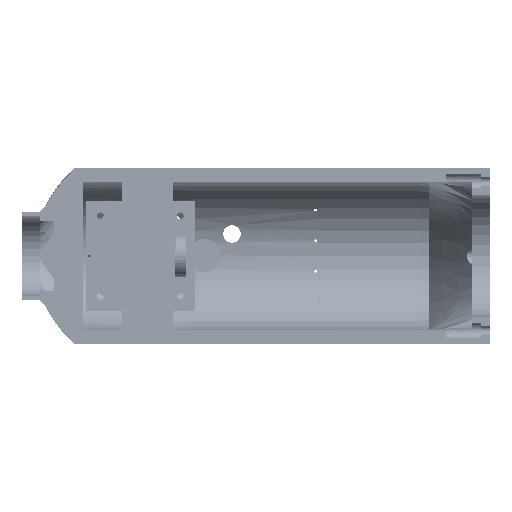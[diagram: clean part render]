
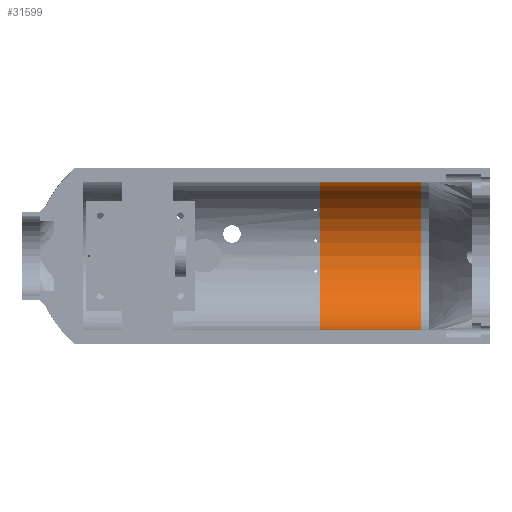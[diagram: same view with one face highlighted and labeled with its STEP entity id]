
A CAD part, left-side view. The second image highlights one B-rep face of the part: STEP entity #31599.
In plain terms, the highlighted cylindrical face has radius 85 mm (diameter 170 mm), a partial arc.
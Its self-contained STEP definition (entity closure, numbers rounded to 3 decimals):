
#1744=FACE_BOUND('',#5967,.T.);
#2542=CIRCLE('',#34305,85.);
#2544=CIRCLE('',#34308,85.);
#4159=FACE_OUTER_BOUND('',#5966,.T.);
#5966=EDGE_LOOP('',(#21728,#21729,#21730,#21731));
#5967=EDGE_LOOP('',(#21732,#21733));
#8554=LINE('',#48252,#11225);
#8555=LINE('',#48255,#11226);
#11225=VECTOR('',#37995,10.);
#11226=VECTOR('',#37998,10.);
#13892=B_SPLINE_CURVE_WITH_KNOTS('',3,(#48258,#48259,#48260,#48261,#48262,
#48263,#48264,#48265,#48266,#48267,#48268,#48269,#48270,#48271,#48272,#48273,
#48274,#48275),.UNSPECIFIED.,.F.,.F.,(4,2,2,2,2,2,2,2,4),(0.,0.066,
0.132,0.198,0.264,0.33,
0.396,0.462,0.528),.UNSPECIFIED.);
#13893=B_SPLINE_CURVE_WITH_KNOTS('',3,(#48276,#48277,#48278,#48279,#48280,
#48281,#48282,#48283,#48284,#48285,#48286,#48287,#48288,#48289,#48290,#48291,
#48292,#48293),.UNSPECIFIED.,.F.,.F.,(4,2,2,2,2,2,2,2,4),(0.528,
0.594,0.66,0.726,0.792,0.858,
0.924,0.99,1.056),.UNSPECIFIED.);
#14127=VERTEX_POINT('',#48224);
#14129=VERTEX_POINT('',#48230);
#14135=VERTEX_POINT('',#48251);
#14136=VERTEX_POINT('',#48253);
#14137=VERTEX_POINT('',#48256);
#14138=VERTEX_POINT('',#48257);
#17125=EDGE_CURVE('',#14129,#14127,#2542,.T.);
#17127=EDGE_CURVE('',#14135,#14127,#8554,.T.);
#17128=EDGE_CURVE('',#14135,#14136,#2544,.T.);
#17129=EDGE_CURVE('',#14129,#14136,#8555,.T.);
#17130=EDGE_CURVE('',#14137,#14138,#13892,.T.);
#17131=EDGE_CURVE('',#14138,#14137,#13893,.T.);
#21728=ORIENTED_EDGE('',*,*,#17125,.T.);
#21729=ORIENTED_EDGE('',*,*,#17127,.F.);
#21730=ORIENTED_EDGE('',*,*,#17128,.T.);
#21731=ORIENTED_EDGE('',*,*,#17129,.F.);
#21732=ORIENTED_EDGE('',*,*,#17130,.T.);
#21733=ORIENTED_EDGE('',*,*,#17131,.T.);
#30811=CYLINDRICAL_SURFACE('',#34307,85.);
#31599=ADVANCED_FACE('',(#4159,#1744),#30811,.F.);
#34305=AXIS2_PLACEMENT_3D('',#48248,#37989,#37990);
#34307=AXIS2_PLACEMENT_3D('',#48250,#37993,#37994);
#34308=AXIS2_PLACEMENT_3D('',#48254,#37996,#37997);
#37989=DIRECTION('center_axis',(0.,1.,0.));
#37990=DIRECTION('ref_axis',(0.,0.,1.));
#37993=DIRECTION('center_axis',(0.,-1.,0.));
#37994=DIRECTION('ref_axis',(0.,0.,1.));
#37995=DIRECTION('',(0.,1.,0.));
#37996=DIRECTION('center_axis',(0.,-1.,0.));
#37997=DIRECTION('ref_axis',(0.,0.,1.));
#37998=DIRECTION('',(0.,-1.,0.));
#48224=CARTESIAN_POINT('',(75.,-270.,-85.));
#48230=CARTESIAN_POINT('',(75.,-270.,85.));
#48248=CARTESIAN_POINT('Origin',(75.,-270.,0.));
#48250=CARTESIAN_POINT('Origin',(75.,0.,0.));
#48251=CARTESIAN_POINT('',(75.,-385.,-85.));
#48252=CARTESIAN_POINT('',(75.,0.,-85.));
#48253=CARTESIAN_POINT('',(75.,-385.,85.));
#48254=CARTESIAN_POINT('Origin',(75.,-385.,0.));
#48255=CARTESIAN_POINT('',(75.,0.,85.));
#48256=CARTESIAN_POINT('',(78.25,-353.75,-84.938));
#48257=CARTESIAN_POINT('',(81.75,-353.75,-84.732));
#48258=CARTESIAN_POINT('Ctrl Pts',(78.25,-353.75,-84.938));
#48259=CARTESIAN_POINT('Ctrl Pts',(78.25,-353.53,-84.938));
#48260=CARTESIAN_POINT('Ctrl Pts',(78.294,-353.296,-84.936));
#48261=CARTESIAN_POINT('Ctrl Pts',(78.472,-352.865,-84.929));
#48262=CARTESIAN_POINT('Ctrl Pts',(78.607,-352.668,-84.924));
#48263=CARTESIAN_POINT('Ctrl Pts',(78.918,-352.357,-84.91));
#48264=CARTESIAN_POINT('Ctrl Pts',(79.115,-352.223,-84.901));
#48265=CARTESIAN_POINT('Ctrl Pts',(79.546,-352.044,-84.879));
#48266=CARTESIAN_POINT('Ctrl Pts',(79.78,-352.,-84.866));
#48267=CARTESIAN_POINT('Ctrl Pts',(80.22,-352.,-84.84));
#48268=CARTESIAN_POINT('Ctrl Pts',(80.454,-352.044,-84.825));
#48269=CARTESIAN_POINT('Ctrl Pts',(80.886,-352.223,-84.796));
#48270=CARTESIAN_POINT('Ctrl Pts',(81.083,-352.358,-84.782));
#48271=CARTESIAN_POINT('Ctrl Pts',(81.393,-352.668,-84.759));
#48272=CARTESIAN_POINT('Ctrl Pts',(81.528,-352.865,-84.749));
#48273=CARTESIAN_POINT('Ctrl Pts',(81.706,-353.296,-84.735));
#48274=CARTESIAN_POINT('Ctrl Pts',(81.75,-353.53,-84.732));
#48275=CARTESIAN_POINT('Ctrl Pts',(81.75,-353.75,-84.732));
#48276=CARTESIAN_POINT('Ctrl Pts',(81.75,-353.75,-84.732));
#48277=CARTESIAN_POINT('Ctrl Pts',(81.75,-353.97,-84.732));
#48278=CARTESIAN_POINT('Ctrl Pts',(81.706,-354.204,-84.735));
#48279=CARTESIAN_POINT('Ctrl Pts',(81.528,-354.635,-84.749));
#48280=CARTESIAN_POINT('Ctrl Pts',(81.393,-354.832,-84.759));
#48281=CARTESIAN_POINT('Ctrl Pts',(81.083,-355.142,-84.782));
#48282=CARTESIAN_POINT('Ctrl Pts',(80.886,-355.277,-84.796));
#48283=CARTESIAN_POINT('Ctrl Pts',(80.454,-355.456,-84.825));
#48284=CARTESIAN_POINT('Ctrl Pts',(80.22,-355.5,-84.84));
#48285=CARTESIAN_POINT('Ctrl Pts',(79.78,-355.5,-84.866));
#48286=CARTESIAN_POINT('Ctrl Pts',(79.546,-355.456,-84.879));
#48287=CARTESIAN_POINT('Ctrl Pts',(79.115,-355.277,-84.901));
#48288=CARTESIAN_POINT('Ctrl Pts',(78.918,-355.143,-84.91));
#48289=CARTESIAN_POINT('Ctrl Pts',(78.607,-354.832,-84.924));
#48290=CARTESIAN_POINT('Ctrl Pts',(78.472,-354.635,-84.929));
#48291=CARTESIAN_POINT('Ctrl Pts',(78.294,-354.204,-84.936));
#48292=CARTESIAN_POINT('Ctrl Pts',(78.25,-353.97,-84.938));
#48293=CARTESIAN_POINT('Ctrl Pts',(78.25,-353.75,-84.938));
